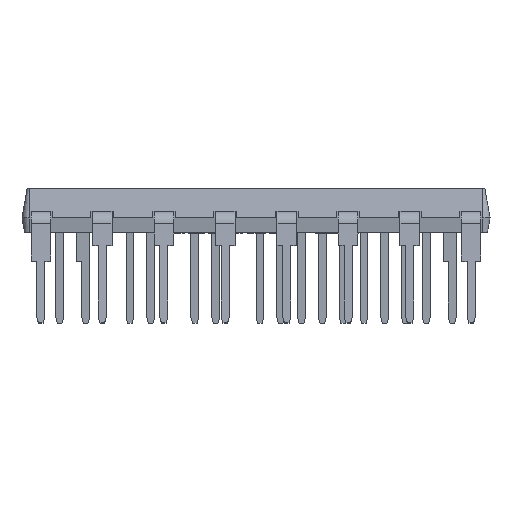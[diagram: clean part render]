
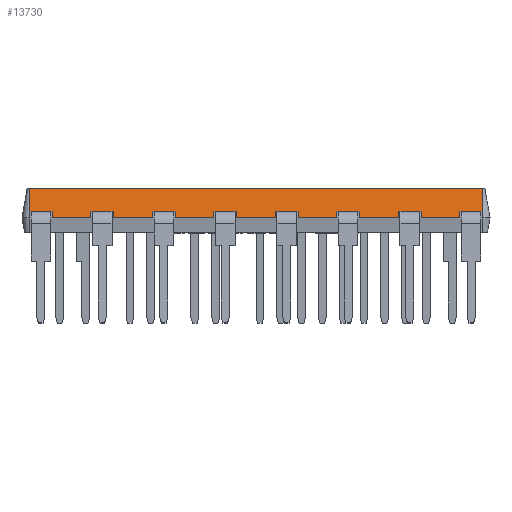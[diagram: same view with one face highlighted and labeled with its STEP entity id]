
A CAD part, front view. The second image highlights one B-rep face of the part: STEP entity #13730.
In plain terms, the highlighted planar face has unit normal (0, -0.985, 0.174).
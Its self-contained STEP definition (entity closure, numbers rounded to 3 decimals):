
#807=FACE_OUTER_BOUND('',#1573,.T.);
#1573=EDGE_LOOP('',(#10564,#10565,#10566,#10567));
#2758=LINE('',#21047,#4482);
#2759=LINE('',#21051,#4483);
#2760=LINE('',#21053,#4484);
#2761=LINE('',#21054,#4485);
#4482=VECTOR('',#16809,1000.);
#4483=VECTOR('',#16814,1000.);
#4484=VECTOR('',#16815,1000.);
#4485=VECTOR('',#16816,1000.);
#6078=VERTEX_POINT('',#21044);
#6079=VERTEX_POINT('',#21046);
#6080=VERTEX_POINT('',#21050);
#6081=VERTEX_POINT('',#21052);
#7705=EDGE_CURVE('',#6079,#6078,#2758,.T.);
#7707=EDGE_CURVE('',#6078,#6080,#2759,.T.);
#7708=EDGE_CURVE('',#6081,#6080,#2760,.T.);
#7709=EDGE_CURVE('',#6079,#6081,#2761,.T.);
#10564=ORIENTED_EDGE('',*,*,#7707,.T.);
#10565=ORIENTED_EDGE('',*,*,#7708,.F.);
#10566=ORIENTED_EDGE('',*,*,#7709,.F.);
#10567=ORIENTED_EDGE('',*,*,#7705,.T.);
#13013=PLANE('',#14620);
#13730=ADVANCED_FACE('',(#807),#13013,.T.);
#14620=AXIS2_PLACEMENT_3D('',#21049,#16812,#16813);
#16809=DIRECTION('',(0.,-0.174,-0.985));
#16812=DIRECTION('center_axis',(0.,-0.985,0.174));
#16813=DIRECTION('ref_axis',(0.,-0.174,-0.985));
#16814=DIRECTION('',(1.,0.,0.));
#16815=DIRECTION('',(0.,-0.174,-0.985));
#16816=DIRECTION('',(1.,0.,0.));
#21044=CARTESIAN_POINT('',(-17.43,-10.5,3.35));
#21046=CARTESIAN_POINT('',(-17.43,-10.103,5.6));
#21047=CARTESIAN_POINT('',(-17.43,-10.5,3.35));
#21049=CARTESIAN_POINT('Origin',(-17.43,-10.5,3.35));
#21050=CARTESIAN_POINT('',(17.43,-10.5,3.35));
#21051=CARTESIAN_POINT('',(-17.43,-10.5,3.35));
#21052=CARTESIAN_POINT('',(17.43,-10.103,5.6));
#21053=CARTESIAN_POINT('',(17.43,-10.5,3.35));
#21054=CARTESIAN_POINT('',(17.43,-10.103,5.6));
